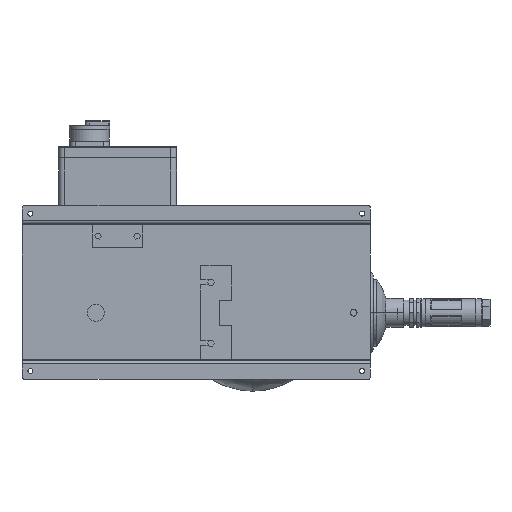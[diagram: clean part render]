
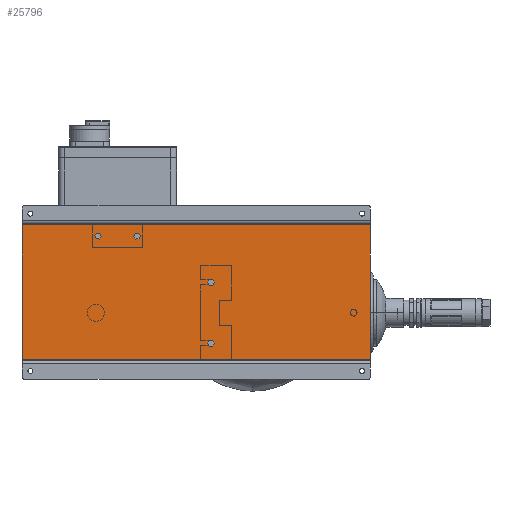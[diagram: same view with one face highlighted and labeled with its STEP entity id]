
A CAD part, front view. The second image highlights one B-rep face of the part: STEP entity #25796.
In plain terms, the highlighted planar face has unit normal (0, -1, 0).
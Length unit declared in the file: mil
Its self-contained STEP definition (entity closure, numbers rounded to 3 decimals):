
#1707 = VECTOR ( 'NONE', #20168, 39370.079 ) ;
#1836 = LINE ( 'NONE', #1991, #22304 ) ;
#1991 = CARTESIAN_POINT ( 'NONE',  ( -12204.724, 2047.244, -4724.409 ) ) ;
#2877 = EDGE_CURVE ( 'NONE', #12999, #22692, #11691, .T. ) ;
#3399 = ORIENTED_EDGE ( 'NONE', *, *, #6586, .T. ) ;
#4697 = CARTESIAN_POINT ( 'NONE',  ( 12204.724, 2047.244, -4724.409 ) ) ;
#5756 = VECTOR ( 'NONE', #27269, 39370.079 ) ;
#6586 = EDGE_CURVE ( 'NONE', #12999, #21768, #22535, .T. ) ;
#7173 = ORIENTED_EDGE ( 'NONE', *, *, #2877, .F. ) ;
#7455 = CARTESIAN_POINT ( 'NONE',  ( 12204.724, 2047.244, 4724.409 ) ) ;
#7878 = VERTEX_POINT ( 'NONE', #13652 ) ;
#8395 = CARTESIAN_POINT ( 'NONE',  ( 12204.724, 2047.244, 4724.409 ) ) ;
#9075 = AXIS2_PLACEMENT_3D ( 'NONE', #4697, #9246, #29667 ) ;
#9246 = DIRECTION ( 'NONE',  ( 0., 1., 0. ) ) ;
#11356 = ORIENTED_EDGE ( 'NONE', *, *, #22949, .F. ) ;
#11691 = LINE ( 'NONE', #29765, #5756 ) ;
#12999 = VERTEX_POINT ( 'NONE', #8395 ) ;
#13652 = CARTESIAN_POINT ( 'NONE',  ( -12204.724, 2047.244, -4724.409 ) ) ;
#15211 = CARTESIAN_POINT ( 'NONE',  ( 12204.724, 2047.244, -4724.409 ) ) ;
#15282 = ORIENTED_EDGE ( 'NONE', *, *, #32141, .T. ) ;
#15557 = CARTESIAN_POINT ( 'NONE',  ( -12204.724, 2047.244, 4724.409 ) ) ;
#16542 = VECTOR ( 'NONE', #31451, 39370.079 ) ;
#17295 = PLANE ( 'NONE',  #9075 ) ;
#17405 = DIRECTION ( 'NONE',  ( 0., 0., -1. ) ) ;
#19450 = EDGE_LOOP ( 'NONE', ( #15282, #11356, #7173, #3399 ) ) ;
#20168 = DIRECTION ( 'NONE',  ( -1., 0., 0. ) ) ;
#21222 = CARTESIAN_POINT ( 'NONE',  ( 12204.724, 2047.244, -4724.409 ) ) ;
#21768 = VERTEX_POINT ( 'NONE', #15557 ) ;
#22304 = VECTOR ( 'NONE', #17405, 39370.079 ) ;
#22535 = LINE ( 'NONE', #7455, #1707 ) ;
#22692 = VERTEX_POINT ( 'NONE', #15211 ) ;
#22949 = EDGE_CURVE ( 'NONE', #22692, #7878, #23747, .T. ) ;
#23747 = LINE ( 'NONE', #21222, #16542 ) ;
#25796 = ADVANCED_FACE ( 'NONE', ( #29508 ), #17295, .F. ) ;
#27269 = DIRECTION ( 'NONE',  ( 0., 0., -1. ) ) ;
#29508 = FACE_OUTER_BOUND ( 'NONE', #19450, .T. ) ;
#29667 = DIRECTION ( 'NONE',  ( 1., 0., 0. ) ) ;
#29765 = CARTESIAN_POINT ( 'NONE',  ( 12204.724, 2047.244, 4724.409 ) ) ;
#31451 = DIRECTION ( 'NONE',  ( -1., 0., 0. ) ) ;
#32141 = EDGE_CURVE ( 'NONE', #21768, #7878, #1836, .T. ) ;
